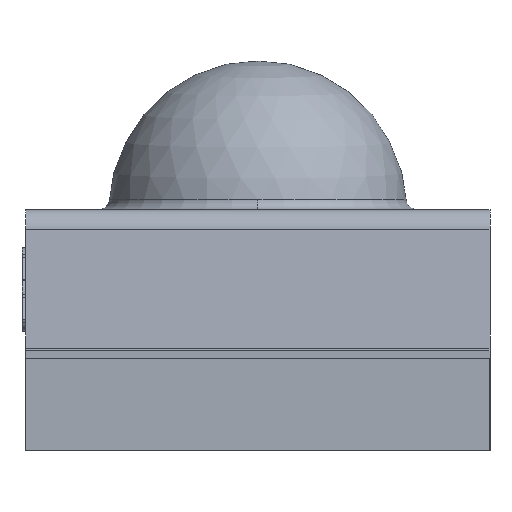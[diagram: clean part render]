
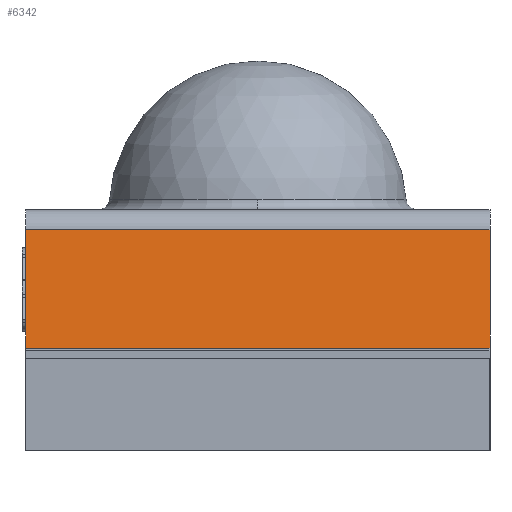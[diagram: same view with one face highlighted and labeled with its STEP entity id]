
A CAD part, left-side view. The second image highlights one B-rep face of the part: STEP entity #6342.
In plain terms, the highlighted planar face has unit normal (-0.995, 0, 0.1).
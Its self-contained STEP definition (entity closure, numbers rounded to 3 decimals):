
#91 = ORIENTED_EDGE ( 'NONE', *, *, #9311, .F. ) ;
#264 = CARTESIAN_POINT ( 'NONE',  ( 302.219, 114.997, 0.277 ) ) ;
#396 = LINE ( 'NONE', #12876, #11292 ) ;
#687 = VERTEX_POINT ( 'NONE', #3777 ) ;
#710 = EDGE_CURVE ( 'NONE', #7583, #8488, #396, .T. ) ;
#2131 = LINE ( 'NONE', #13987, #7739 ) ;
#2784 = CARTESIAN_POINT ( 'NONE',  ( 302.25, 113.747, 0.596 ) ) ;
#3312 = DIRECTION ( 'NONE',  ( -0.1, 0., -0.995 ) ) ;
#3378 = DIRECTION ( 'NONE',  ( 0., -1., 0. ) ) ;
#3777 = CARTESIAN_POINT ( 'NONE',  ( 302.25, 113.747, 0.596 ) ) ;
#4062 = DIRECTION ( 'NONE',  ( 0., 1., 0. ) ) ;
#4218 = CARTESIAN_POINT ( 'NONE',  ( 302.219, 114.372, 0.277 ) ) ;
#4574 = CARTESIAN_POINT ( 'NONE',  ( 302.219, 113.747, 0.277 ) ) ;
#4595 = VERTEX_POINT ( 'NONE', #4574 ) ;
#5831 = DIRECTION ( 'NONE',  ( -0.995, 0., 0.1 ) ) ;
#6342 = ADVANCED_FACE ( 'NONE', ( #7696 ), #12787, .T. ) ;
#6697 = ORIENTED_EDGE ( 'NONE', *, *, #710, .F. ) ;
#6740 = LINE ( 'NONE', #2784, #12932 ) ;
#7583 = VERTEX_POINT ( 'NONE', #264 ) ;
#7696 = FACE_OUTER_BOUND ( 'NONE', #11725, .T. ) ;
#7739 = VECTOR ( 'NONE', #3378, 1000. ) ;
#8004 = ORIENTED_EDGE ( 'NONE', *, *, #13167, .F. ) ;
#8488 = VERTEX_POINT ( 'NONE', #14307 ) ;
#9311 = EDGE_CURVE ( 'NONE', #8488, #687, #2131, .T. ) ;
#9938 = DIRECTION ( 'NONE',  ( 0.1, 0., 0.995 ) ) ;
#10076 = ORIENTED_EDGE ( 'NONE', *, *, #10119, .F. ) ;
#10119 = EDGE_CURVE ( 'NONE', #687, #4595, #6740, .T. ) ;
#10638 = AXIS2_PLACEMENT_3D ( 'NONE', #11485, #5831, #11784 ) ;
#11292 = VECTOR ( 'NONE', #9938, 1000. ) ;
#11485 = CARTESIAN_POINT ( 'NONE',  ( 302.25, 114.997, 0.596 ) ) ;
#11725 = EDGE_LOOP ( 'NONE', ( #10076, #91, #6697, #8004 ) ) ;
#11784 = DIRECTION ( 'NONE',  ( 0.1, 0., 0.995 ) ) ;
#12206 = VECTOR ( 'NONE', #4062, 1000. ) ;
#12787 = PLANE ( 'NONE',  #10638 ) ;
#12876 = CARTESIAN_POINT ( 'NONE',  ( 302.219, 114.997, 0.277 ) ) ;
#12932 = VECTOR ( 'NONE', #3312, 1000. ) ;
#13167 = EDGE_CURVE ( 'NONE', #4595, #7583, #14979, .T. ) ;
#13987 = CARTESIAN_POINT ( 'NONE',  ( 302.25, 114.372, 0.596 ) ) ;
#14307 = CARTESIAN_POINT ( 'NONE',  ( 302.25, 114.997, 0.596 ) ) ;
#14979 = LINE ( 'NONE', #4218, #12206 ) ;
